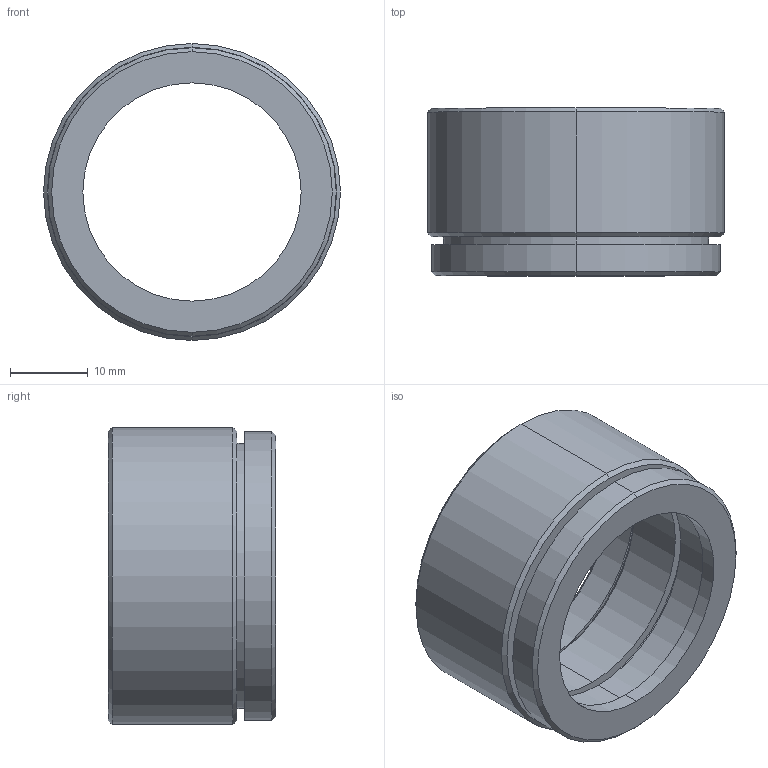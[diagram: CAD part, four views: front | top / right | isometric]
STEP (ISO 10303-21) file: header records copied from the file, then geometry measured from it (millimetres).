
FILE_DESCRIPTION (( 'STEP AP214' ), '1' );
FILE_NAME ('500017.STEP', '2019-09-02T06:47:44', ( 'user' ), ( '微软中国' ), 'SwSTEP 2.0', 'SolidWorks 2016', '' );
FILE_SCHEMA (( 'AUTOMOTIVE_DESIGN' ));
Length unit declared in the file: millimetre
Products named in the file (1): 500017
Bounding box: 38.1 x 21.5 x 38.1 mm (x, y, z)
Volume: 7883.6 mm3; surface area: 6319.4 mm2
Topology: 1 solids, 1 shells, 37 faces, 74 edges, 46 vertices
Faces by surface type: cylinder 18, cone 10, plane 9
Entity records: 1078 total; most frequent: DIRECTION 196, CARTESIAN_POINT 158, ORIENTED_EDGE 148, AXIS2_PLACEMENT_3D 84, EDGE_CURVE 74, VERTEX_POINT 46, CIRCLE 46, EDGE_LOOP 46
